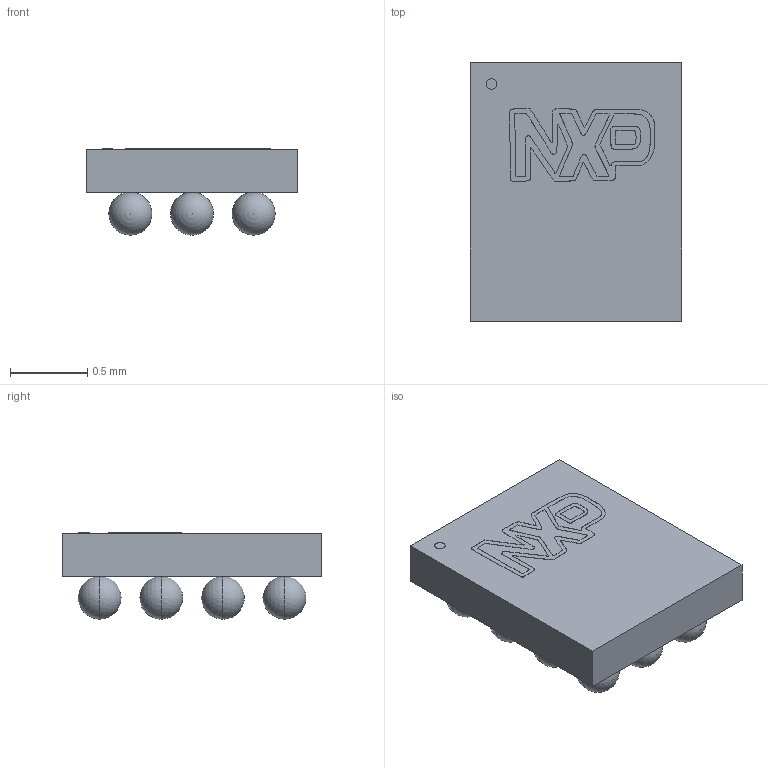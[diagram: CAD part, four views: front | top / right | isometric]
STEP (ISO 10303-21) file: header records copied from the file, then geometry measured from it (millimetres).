
FILE_DESCRIPTION (( 'STEP AP214' ), '1' );
FILE_NAME ('WLCSP12_NXP.step', '2021-02-27T05:06:23', ( '' ), ( '' ), 'SwSTEP 2.0', 'SolidWorks 2020', '' );
FILE_SCHEMA (( 'AUTOMOTIVE_DESIGN' ));
Length unit declared in the file: millimetre
Products named in the file (1): WLCSP12_NXP
Bounding box: 1.37 x 1.68 x 0.56 mm (x, y, z)
Volume: 0.8 mm3; surface area: 9.3 mm2
Topology: 14 solids, 14 shells, 202 faces, 588 edges, 396 vertices
Faces by surface type: bspline 127, plane 49, sphere 24, cylinder 2
Entity records: 7089 total; most frequent: CARTESIAN_POINT 2742, ORIENTED_EDGE 1056, EDGE_CURVE 528, DIRECTION 454, VERTEX_POINT 360, B_SPLINE_CURVE_WITH_KNOTS 254, LINE 246, VECTOR 246
